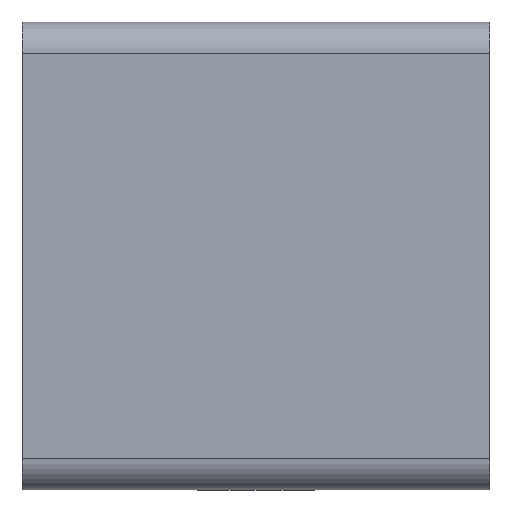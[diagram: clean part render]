
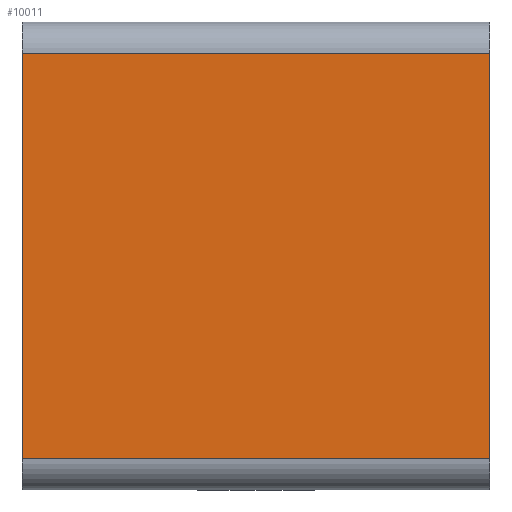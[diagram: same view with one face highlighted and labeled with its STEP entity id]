
A CAD part, left-side view. The second image highlights one B-rep face of the part: STEP entity #10011.
In plain terms, the highlighted planar face has unit normal (-1, 0, 0).
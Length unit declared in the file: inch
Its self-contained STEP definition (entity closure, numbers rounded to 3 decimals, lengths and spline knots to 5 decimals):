
#1323 = CARTESIAN_POINT ( 'NONE',  ( -1.318, 0.03562, -0.6695 ) ) ;
#2298 = CARTESIAN_POINT ( 'NONE',  ( -1.318, 0.03562, -0.6695 ) ) ;
#2665 = DIRECTION ( 'NONE',  ( 0., 1., 0. ) ) ;
#3391 = CARTESIAN_POINT ( 'NONE',  ( -1.318, 0.03562, -1.181 ) ) ;
#5090 = EDGE_CURVE ( 'NONE', #15715, #13926, #20826, .T. ) ;
#5285 = DIRECTION ( 'NONE',  ( 0., 0., 1. ) ) ;
#5484 = ORIENTED_EDGE ( 'NONE', *, *, #5922, .T. ) ;
#5921 = LINE ( 'NONE', #15514, #9051 ) ;
#5922 = EDGE_CURVE ( 'NONE', #13926, #13003, #8663, .T. ) ;
#6182 = DIRECTION ( 'NONE',  ( -1., 0., 0. ) ) ;
#6311 = VECTOR ( 'NONE', #7810, 39.37008 ) ;
#6773 = VERTEX_POINT ( 'NONE', #15995 ) ;
#7150 = EDGE_CURVE ( 'NONE', #6773, #15715, #11138, .T. ) ;
#7810 = DIRECTION ( 'NONE',  ( 0., -1., 0. ) ) ;
#8108 = CARTESIAN_POINT ( 'NONE',  ( -1.318, 0.62612, -1.6925 ) ) ;
#8663 = LINE ( 'NONE', #9746, #22068 ) ;
#9051 = VECTOR ( 'NONE', #20714, 39.37008 ) ;
#9746 = CARTESIAN_POINT ( 'NONE',  ( -1.318, 0.62612, -0.6695 ) ) ;
#10011 = ADVANCED_FACE ( 'NONE', ( #11594 ), #15256, .T. ) ;
#11085 = EDGE_LOOP ( 'NONE', ( #18146, #5484, #18522, #19400 ) ) ;
#11138 = LINE ( 'NONE', #8108, #6311 ) ;
#11273 = EDGE_CURVE ( 'NONE', #13003, #6773, #5921, .T. ) ;
#11594 = FACE_OUTER_BOUND ( 'NONE', #11085, .T. ) ;
#13003 = VERTEX_POINT ( 'NONE', #21345 ) ;
#13926 = VERTEX_POINT ( 'NONE', #1323 ) ;
#15256 = PLANE ( 'NONE',  #21195 ) ;
#15514 = CARTESIAN_POINT ( 'NONE',  ( -1.318, 1.21662, -0.6695 ) ) ;
#15715 = VERTEX_POINT ( 'NONE', #19890 ) ;
#15995 = CARTESIAN_POINT ( 'NONE',  ( -1.318, 1.21662, -1.6925 ) ) ;
#18146 = ORIENTED_EDGE ( 'NONE', *, *, #5090, .T. ) ;
#18522 = ORIENTED_EDGE ( 'NONE', *, *, #11273, .T. ) ;
#18905 = DIRECTION ( 'NONE',  ( 0., 1., 0. ) ) ;
#19095 = VECTOR ( 'NONE', #5285, 39.37008 ) ;
#19400 = ORIENTED_EDGE ( 'NONE', *, *, #7150, .T. ) ;
#19890 = CARTESIAN_POINT ( 'NONE',  ( -1.318, 0.03562, -1.6925 ) ) ;
#20714 = DIRECTION ( 'NONE',  ( 0., 0., -1. ) ) ;
#20826 = LINE ( 'NONE', #3391, #19095 ) ;
#21195 = AXIS2_PLACEMENT_3D ( 'NONE', #2298, #6182, #18905 ) ;
#21345 = CARTESIAN_POINT ( 'NONE',  ( -1.318, 1.21662, -0.6695 ) ) ;
#22068 = VECTOR ( 'NONE', #2665, 39.37008 ) ;
